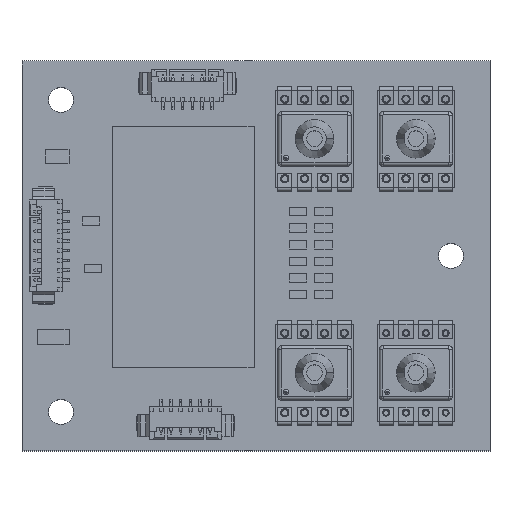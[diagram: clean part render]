
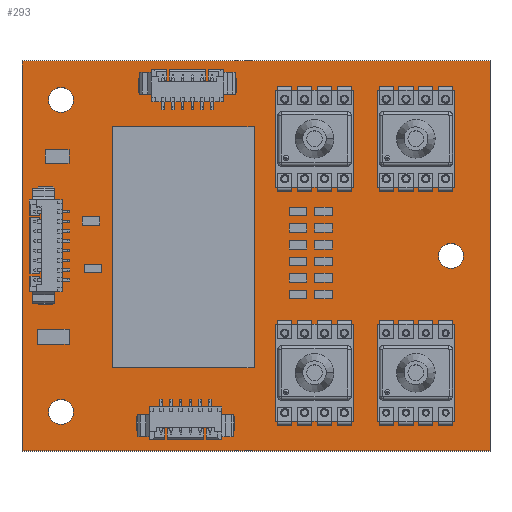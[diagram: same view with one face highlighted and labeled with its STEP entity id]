
A CAD part, top view. The second image highlights one B-rep face of the part: STEP entity #293.
In plain terms, the highlighted planar face has unit normal (0, 0, 1).
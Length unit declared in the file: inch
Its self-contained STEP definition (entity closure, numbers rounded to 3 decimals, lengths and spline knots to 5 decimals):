
#64=DIRECTION('',(0.,-1.,0.));
#65=VECTOR('',#64,1.9685);
#66=CARTESIAN_POINT('',(0.,1.9685,0.06102));
#67=LINE('',#66,#65);
#68=DIRECTION('',(-1.,0.,0.));
#69=VECTOR('',#68,2.3622);
#70=CARTESIAN_POINT('',(2.3622,1.9685,0.06102));
#71=LINE('',#70,#69);
#72=DIRECTION('',(0.,1.,0.));
#73=VECTOR('',#72,1.9685);
#74=CARTESIAN_POINT('',(2.3622,0.,0.06102));
#75=LINE('',#74,#73);
#76=DIRECTION('',(1.,0.,0.));
#77=VECTOR('',#76,2.3622);
#78=CARTESIAN_POINT('',(0.,0.,0.06102));
#79=LINE('',#78,#77);
#80=CARTESIAN_POINT('',(2.16535,0.98425,0.06102));
#81=DIRECTION('',(0.,0.,1.));
#82=DIRECTION('',(1.,0.,0.));
#83=AXIS2_PLACEMENT_3D('',#80,#81,#82);
#85=CARTESIAN_POINT('',(2.16535,0.98425,0.06102));
#86=DIRECTION('',(0.,0.,1.));
#87=DIRECTION('',(-1.,0.,0.));
#88=AXIS2_PLACEMENT_3D('',#85,#86,#87);
#90=CARTESIAN_POINT('',(0.19685,0.19685,0.06102));
#91=DIRECTION('',(0.,0.,1.));
#92=DIRECTION('',(1.,0.,0.));
#93=AXIS2_PLACEMENT_3D('',#90,#91,#92);
#95=CARTESIAN_POINT('',(0.19685,0.19685,0.06102));
#96=DIRECTION('',(0.,0.,1.));
#97=DIRECTION('',(-1.,0.,0.));
#98=AXIS2_PLACEMENT_3D('',#95,#96,#97);
#100=CARTESIAN_POINT('',(0.19685,1.77165,0.06102));
#101=DIRECTION('',(0.,0.,1.));
#102=DIRECTION('',(1.,0.,0.));
#103=AXIS2_PLACEMENT_3D('',#100,#101,#102);
#105=CARTESIAN_POINT('',(0.19685,1.77165,0.06102));
#106=DIRECTION('',(0.,0.,1.));
#107=DIRECTION('',(-1.,0.,0.));
#108=AXIS2_PLACEMENT_3D('',#105,#106,#107);
#142=CARTESIAN_POINT('',(0.,1.9685,0.06102));
#143=CARTESIAN_POINT('',(0.,0.,0.06102));
#144=VERTEX_POINT('',#142);
#145=VERTEX_POINT('',#143);
#146=CARTESIAN_POINT('',(2.3622,0.,0.06102));
#147=VERTEX_POINT('',#146);
#148=CARTESIAN_POINT('',(2.3622,1.9685,0.06102));
#149=VERTEX_POINT('',#148);
#154=CARTESIAN_POINT('',(2.22835,0.98425,0.06102));
#155=CARTESIAN_POINT('',(2.10236,0.98425,0.06102));
#156=VERTEX_POINT('',#154);
#157=VERTEX_POINT('',#155);
#162=CARTESIAN_POINT('',(0.25984,0.19685,0.06102));
#163=CARTESIAN_POINT('',(0.13386,0.19685,0.06102));
#164=VERTEX_POINT('',#162);
#165=VERTEX_POINT('',#163);
#170=CARTESIAN_POINT('',(0.25984,1.77165,0.06102));
#171=CARTESIAN_POINT('',(0.13386,1.77165,0.06102));
#172=VERTEX_POINT('',#170);
#173=VERTEX_POINT('',#171);
#264=CARTESIAN_POINT('',(0.,0.,0.06102));
#265=DIRECTION('',(0.,0.,1.));
#266=DIRECTION('',(1.,0.,0.));
#267=AXIS2_PLACEMENT_3D('',#264,#265,#266);
#268=PLANE('',#267);
#269=ORIENTED_EDGE('',*,*,#216,.F.);
#270=ORIENTED_EDGE('',*,*,#231,.F.);
#271=ORIENTED_EDGE('',*,*,#245,.F.);
#272=ORIENTED_EDGE('',*,*,#258,.F.);
#273=EDGE_LOOP('',(#269,#270,#271,#272));
#274=FACE_OUTER_BOUND('',#273,.F.);
#276=ORIENTED_EDGE('',*,*,#275,.T.);
#278=ORIENTED_EDGE('',*,*,#277,.T.);
#279=EDGE_LOOP('',(#276,#278));
#280=FACE_BOUND('',#279,.F.);
#282=ORIENTED_EDGE('',*,*,#281,.T.);
#284=ORIENTED_EDGE('',*,*,#283,.T.);
#285=EDGE_LOOP('',(#282,#284));
#286=FACE_BOUND('',#285,.F.);
#288=ORIENTED_EDGE('',*,*,#287,.T.);
#290=ORIENTED_EDGE('',*,*,#289,.T.);
#291=EDGE_LOOP('',(#288,#290));
#292=FACE_BOUND('',#291,.F.);
#293=ADVANCED_FACE('',(#274,#280,#286,#292),#268,.T.);
#84=CIRCLE('',#83,0.06299);
#89=CIRCLE('',#88,0.06299);
#94=CIRCLE('',#93,0.06299);
#99=CIRCLE('',#98,0.06299);
#104=CIRCLE('',#103,0.06299);
#109=CIRCLE('',#108,0.06299);
#216=EDGE_CURVE('',#144,#145,#67,.T.);
#231=EDGE_CURVE('',#149,#144,#71,.T.);
#245=EDGE_CURVE('',#147,#149,#75,.T.);
#258=EDGE_CURVE('',#145,#147,#79,.T.);
#275=EDGE_CURVE('',#156,#157,#84,.T.);
#277=EDGE_CURVE('',#157,#156,#89,.T.);
#281=EDGE_CURVE('',#164,#165,#94,.T.);
#283=EDGE_CURVE('',#165,#164,#99,.T.);
#287=EDGE_CURVE('',#172,#173,#104,.T.);
#289=EDGE_CURVE('',#173,#172,#109,.T.);
